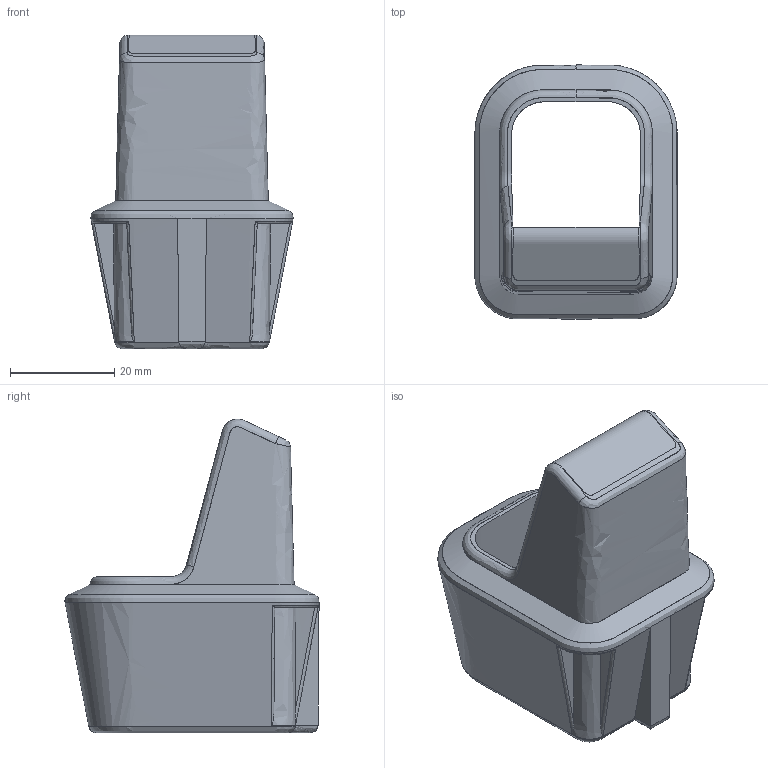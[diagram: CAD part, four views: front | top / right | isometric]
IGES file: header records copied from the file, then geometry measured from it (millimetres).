
Global section: file name: 103HTest.igs; native system: Rhinoceros ( Dec  5 2020 ); preprocessor: Trout Lake IGES 012 Dec  5 2020; date: 201231.022225; units: millimetre
Bounding box: 38.84 x 48.78 x 60.22 mm (x, y, z)
Surface area: 12267.7 mm2 (no closed solid volume)
Topology: 0 solids, 0 shells, 43 faces, 881 edges, 876 vertices
Faces by surface type: bspline 43
